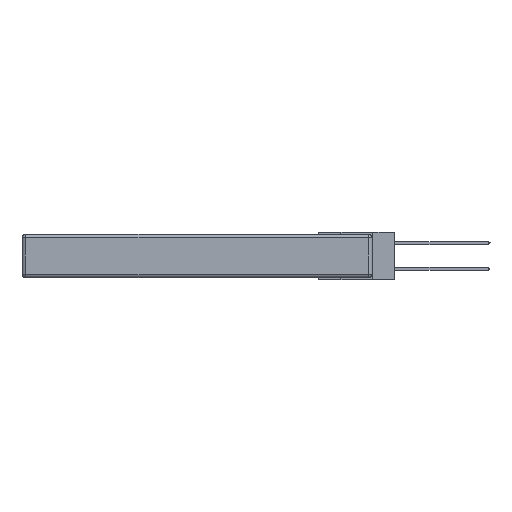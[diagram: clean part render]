
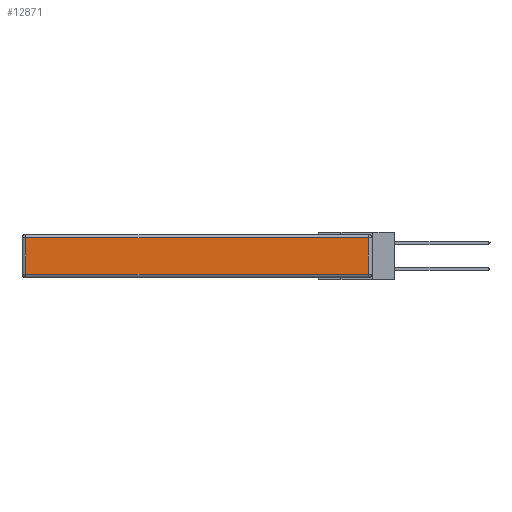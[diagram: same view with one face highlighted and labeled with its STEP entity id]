
A CAD part, left-side view. The second image highlights one B-rep face of the part: STEP entity #12871.
In plain terms, the highlighted planar face has unit normal (-1, 0, 0).
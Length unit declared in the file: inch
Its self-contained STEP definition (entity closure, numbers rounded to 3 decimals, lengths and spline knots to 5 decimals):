
#610 = VECTOR ( 'NONE', #10951, 39.37008 ) ;
#2857 = VECTOR ( 'NONE', #8091, 39.37008 ) ;
#5368 = CARTESIAN_POINT ( 'NONE',  ( 0., 2.75, -0.03 ) ) ;
#5619 = VERTEX_POINT ( 'NONE', #15665 ) ;
#5895 = CARTESIAN_POINT ( 'NONE',  ( 0., 0., -0.313 ) ) ;
#5908 = PLANE ( 'NONE',  #16286 ) ;
#8091 = DIRECTION ( 'NONE',  ( 0., 1., 0. ) ) ;
#8508 = LINE ( 'NONE', #8825, #23598 ) ;
#8825 = CARTESIAN_POINT ( 'NONE',  ( 0., 0.03, -0.343 ) ) ;
#9954 = VERTEX_POINT ( 'NONE', #25296 ) ;
#10266 = FACE_OUTER_BOUND ( 'NONE', #17092, .T. ) ;
#10499 = VERTEX_POINT ( 'NONE', #34081 ) ;
#10951 = DIRECTION ( 'NONE',  ( 0., -1., 0. ) ) ;
#11071 = CARTESIAN_POINT ( 'NONE',  ( 0., 0., -0.343 ) ) ;
#12871 = ADVANCED_FACE ( 'NONE', ( #10266 ), #5908, .T. ) ;
#12883 = ORIENTED_EDGE ( 'NONE', *, *, #15909, .T. ) ;
#13211 = EDGE_CURVE ( 'NONE', #5619, #10499, #20268, .T. ) ;
#13965 = CARTESIAN_POINT ( 'NONE',  ( 0., 2.72, -0.343 ) ) ;
#14038 = DIRECTION ( 'NONE',  ( -1., 0., 0. ) ) ;
#15665 = CARTESIAN_POINT ( 'NONE',  ( 0., 2.72, -0.03 ) ) ;
#15909 = EDGE_CURVE ( 'NONE', #9954, #5619, #22212, .T. ) ;
#16286 = AXIS2_PLACEMENT_3D ( 'NONE', #11071, #14038, #28895 ) ;
#17001 = DIRECTION ( 'NONE',  ( 0., 0., 1. ) ) ;
#17092 = EDGE_LOOP ( 'NONE', ( #32358, #32505, #12883, #29090 ) ) ;
#20268 = LINE ( 'NONE', #13965, #34205 ) ;
#22212 = LINE ( 'NONE', #5368, #2857 ) ;
#22231 = DIRECTION ( 'NONE',  ( 0., 0., -1. ) ) ;
#23331 = LINE ( 'NONE', #5895, #610 ) ;
#23402 = VERTEX_POINT ( 'NONE', #34634 ) ;
#23598 = VECTOR ( 'NONE', #17001, 39.37008 ) ;
#24480 = EDGE_CURVE ( 'NONE', #23402, #9954, #8508, .T. ) ;
#25296 = CARTESIAN_POINT ( 'NONE',  ( 0., 0.03, -0.03 ) ) ;
#28895 = DIRECTION ( 'NONE',  ( 0., 0., 1. ) ) ;
#29090 = ORIENTED_EDGE ( 'NONE', *, *, #13211, .T. ) ;
#32358 = ORIENTED_EDGE ( 'NONE', *, *, #33123, .T. ) ;
#32505 = ORIENTED_EDGE ( 'NONE', *, *, #24480, .T. ) ;
#33123 = EDGE_CURVE ( 'NONE', #10499, #23402, #23331, .T. ) ;
#34081 = CARTESIAN_POINT ( 'NONE',  ( 0., 2.72, -0.313 ) ) ;
#34205 = VECTOR ( 'NONE', #22231, 39.37008 ) ;
#34634 = CARTESIAN_POINT ( 'NONE',  ( 0., 0.03, -0.313 ) ) ;
